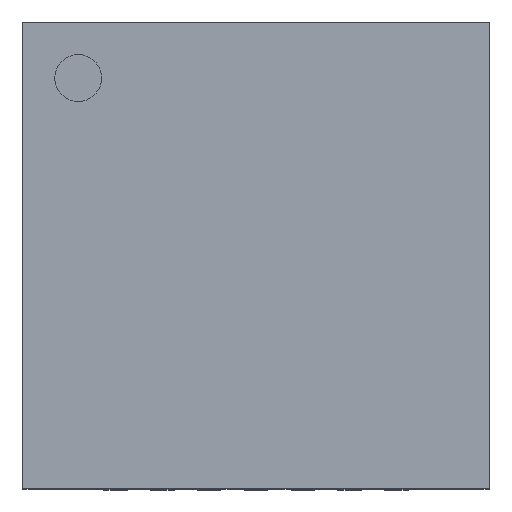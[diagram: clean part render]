
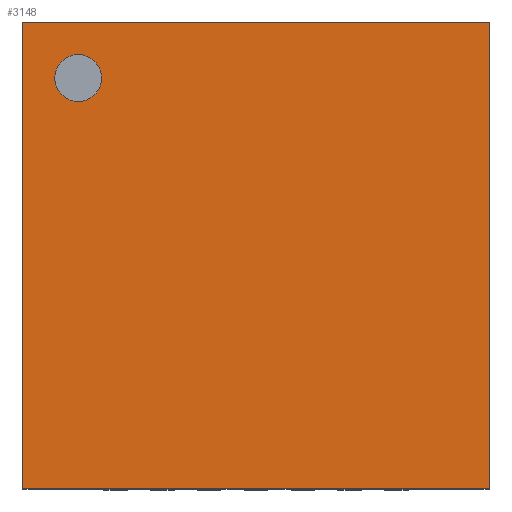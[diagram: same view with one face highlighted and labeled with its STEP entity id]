
A CAD part, top view. The second image highlights one B-rep face of the part: STEP entity #3148.
In plain terms, the highlighted planar face has unit normal (0, 0, 1).
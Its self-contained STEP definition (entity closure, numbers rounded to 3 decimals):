
#12=DIRECTION('',(0.,0.,1.));
#49=DIRECTION('',(0.,0.,-1.));
#152=VECTOR('',#153,1.);
#153=DIRECTION('',(1.,0.,0.));
#159=VECTOR('',#160,1.);
#160=DIRECTION('',(0.,-1.,0.));
#853=VERTEX_POINT('',#854);
#854=CARTESIAN_POINT('',(-2.49,2.49,0.92));
#856=ORIENTED_EDGE('',*,*,#857,.T.);
#857=EDGE_CURVE('',#853,#858,#860,.T.);
#858=VERTEX_POINT('',#859);
#859=CARTESIAN_POINT('',(-2.49,-2.49,0.92));
#860=LINE('',#854,#159);
#987=ORIENTED_EDGE('',*,*,#988,.F.);
#988=EDGE_CURVE('',#853,#989,#991,.T.);
#989=VERTEX_POINT('',#990);
#990=CARTESIAN_POINT('',(2.49,2.49,0.92));
#991=LINE('',#854,#152);
#1957=EDGE_CURVE('',#989,#1958,#1960,.T.);
#1958=VERTEX_POINT('',#1959);
#1959=CARTESIAN_POINT('',(2.49,-2.49,0.92));
#1960=LINE('',#990,#159);
#2082=EDGE_CURVE('',#858,#1958,#2083,.T.);
#2083=LINE('',#859,#152);
#3148=ADVANCED_FACE('',(#3149,#3153),#3163,.T.);
#3149=FACE_BOUND('',#3150,.T.);
#3150=EDGE_LOOP('',(#987,#856,#3151,#3152));
#3151=ORIENTED_EDGE('',*,*,#2082,.T.);
#3152=ORIENTED_EDGE('',*,*,#1957,.F.);
#3153=FACE_BOUND('',#3154,.T.);
#3154=EDGE_LOOP('',(#3155));
#3155=ORIENTED_EDGE('',*,*,#3156,.T.);
#3156=EDGE_CURVE('',#3157,#3157,#3159,.T.);
#3157=VERTEX_POINT('',#3158);
#3158=CARTESIAN_POINT('',(-1.9,1.65,0.92));
#3159=CIRCLE('',#3160,0.25);
#3160=AXIS2_PLACEMENT_3D('',#3161,#49,#3162);
#3161=CARTESIAN_POINT('',(-1.9,1.9,0.92));
#3162=DIRECTION('',(0.,-1.,0.));
#3163=PLANE('',#3164);
#3164=AXIS2_PLACEMENT_3D('',#854,#12,#160);
